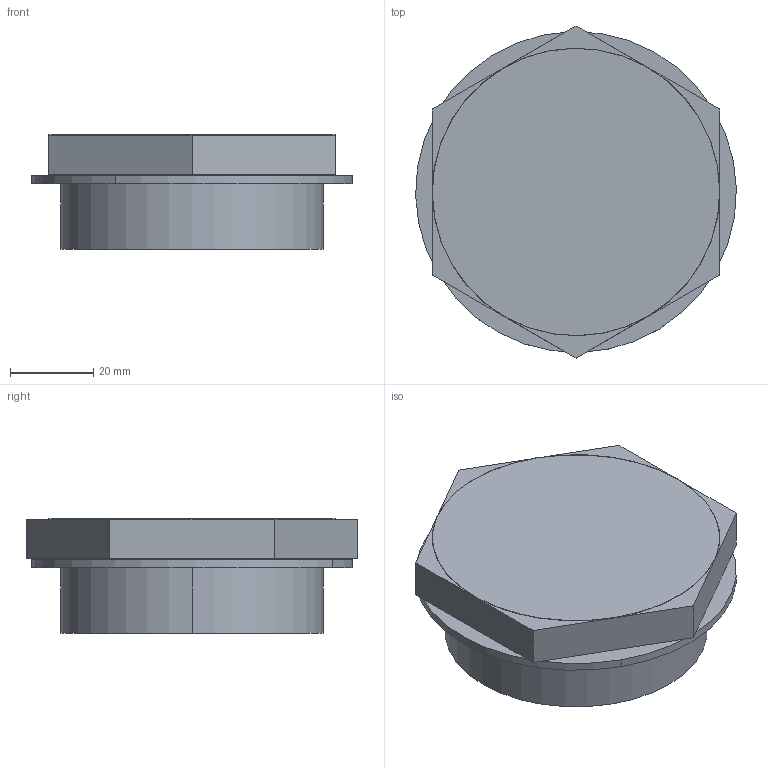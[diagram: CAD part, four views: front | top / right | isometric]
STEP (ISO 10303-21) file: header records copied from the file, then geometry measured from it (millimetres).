
FILE_DESCRIPTION(('CATIA V5 STEP Exchange','CAx-IF Rec.Pracs.--- Model Styling and Organization---1.4--- 2014-01-23'),'2;1');
FILE_NAME ('041143-2_1', '2019-11-21T09:30:44+00:00', ('none'), ('Weidmueller'), 'CATIA Version 5-6 Release 2016 SP3 HF44', 'CATIA V5 STEP AP214', 'none');
FILE_SCHEMA(('AUTOMOTIVE_DESIGN { 1 0 10303 214 1 1 1 1 }'));
Length unit declared in the file: millimetre
Products named in the file (1): 2066940000_VP_M63_EX_SI_7J
Bounding box: 76.98 x 79.67 x 27.5 mm (x, y, z)
Volume: 50887.8 mm3; surface area: 19985.2 mm2
Topology: 1 solids, 1 shells, 28 faces, 60 edges, 38 vertices
Faces by surface type: plane 18, cylinder 10
Entity records: 707 total; most frequent: ORIENTED_EDGE 120, CARTESIAN_POINT 117, DIRECTION 96, EDGE_CURVE 60, AXIS2_PLACEMENT_3D 45, VERTEX_POINT 38, VECTOR 34, LINE 34
